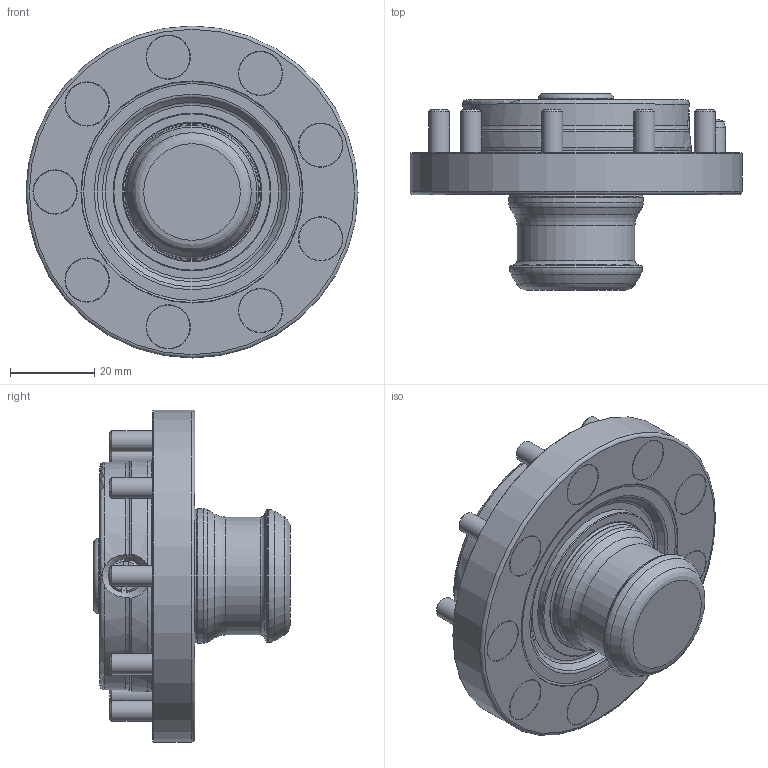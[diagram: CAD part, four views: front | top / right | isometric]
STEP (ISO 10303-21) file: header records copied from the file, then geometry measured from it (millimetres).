
FILE_DESCRIPTION (( 'STEP AP214' ), '1' );
FILE_NAME ('STARK_5000 022_B.STEP', '2020-04-02T13:48:19', ( '' ), ( '' ), 'SwSTEP 2.0', 'SolidWorks 2019', '' );
FILE_SCHEMA (( 'AUTOMOTIVE_DESIGN' ));
Length unit declared in the file: millimetre
Products named in the file (1): STARK_5000 022_B
Bounding box: 78.8 x 46.7 x 78.8 mm (x, y, z)
Volume: 81380 mm3; surface area: 30482.1 mm2
Topology: 1 solids, 16 shells, 468 faces, 1008 edges, 629 vertices
Faces by surface type: plane 191, cylinder 110, cone 102, torus 61, sphere 4
Full cylindrical faces by diameter (mm): 4 x2, 4.1 x2, 5 x9, 5.4 x9, 6 x2, 8 x2, 8.5 x9, 9 x9, 10.3 x19, 12 x1, 12.1 x1, 12.5 x1, 18 x1, 28 x1, 30.1 x1, 31.6 x1, 32 x1, 32.7 x1, 34 x1, 37.5 x1, 38 x1, 78.8 x1
Entity records: 15404 total; most frequent: CARTESIAN_POINT 2641, DIRECTION 1968, ORIENTED_EDGE 1542, AXIS2_PLACEMENT_3D 840, EDGE_CURVE 771, EDGE_LOOP 746, FACE_OUTER_BOUND 593, VERTEX_POINT 593
